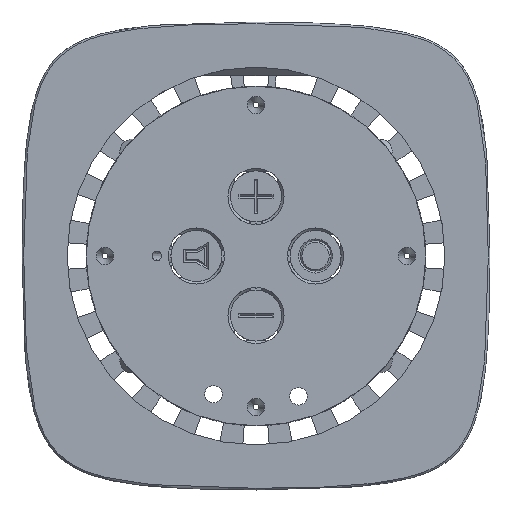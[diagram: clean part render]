
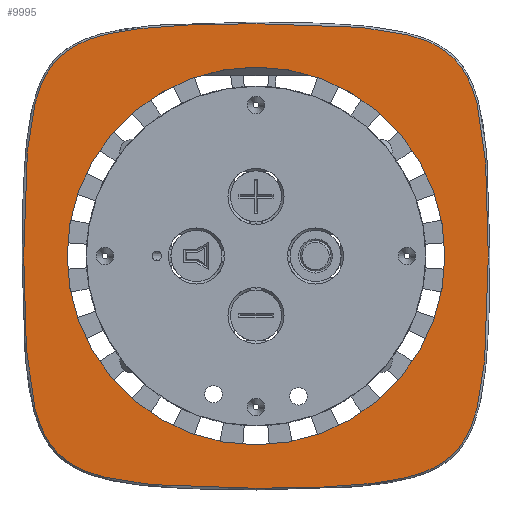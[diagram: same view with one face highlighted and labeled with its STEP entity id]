
A CAD part, top view. The second image highlights one B-rep face of the part: STEP entity #9995.
In plain terms, the highlighted planar face has unit normal (0, 0, 1).
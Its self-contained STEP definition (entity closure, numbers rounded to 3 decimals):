
#73=FACE_BOUND('',#1670,.T.);
#524=CIRCLE('',#10841,44.4);
#716=B_SPLINE_CURVE_WITH_KNOTS('',3,(#16594,#16595,#16596,#16597,#16598,
#16599,#16600,#16601,#16602,#16603,#16604),.UNSPECIFIED.,.F.,.F.,(4,1,1,
1,1,1,1,1,4),(0.,2.562,5.124,7.686,
10.248,11.529,12.81,15.372,17.934),
 .UNSPECIFIED.);
#718=B_SPLINE_CURVE_WITH_KNOTS('',3,(#16673,#16674,#16675,#16676,#16677,
#16678,#16679,#16680,#16681,#16682,#16683,#16684,#16685),.UNSPECIFIED.,
 .F.,.F.,(4,1,1,1,1,1,1,1,1,1,4),(0.,2.562,
5.124,6.725,7.686,10.248,11.529,
12.81,13.771,15.372,17.934),
 .UNSPECIFIED.);
#720=B_SPLINE_CURVE_WITH_KNOTS('',3,(#16744,#16745,#16746,#16747,#16748,
#16749,#16750,#16751,#16752,#16753,#16754),.UNSPECIFIED.,.F.,.F.,(4,1,1,
1,1,1,1,1,4),(0.,2.562,5.124,7.686,
10.248,11.529,12.81,15.372,17.934),
 .UNSPECIFIED.);
#722=B_SPLINE_CURVE_WITH_KNOTS('',3,(#16820,#16821,#16822,#16823,#16824,
#16825,#16826,#16827,#16828,#16829,#16830,#16831,#16832),.UNSPECIFIED.,
 .F.,.F.,(4,1,1,1,1,1,1,1,1,1,4),(0.,2.562,
5.124,6.725,7.686,10.248,11.529,
12.81,14.411,15.372,17.934),
 .UNSPECIFIED.);
#1108=FACE_OUTER_BOUND('',#1669,.T.);
#1669=EDGE_LOOP('',(#8130,#8131,#8132,#8133));
#1670=EDGE_LOOP('',(#8134));
#4542=VERTEX_POINT('',#16577);
#4545=VERTEX_POINT('',#16592);
#4546=VERTEX_POINT('',#16657);
#4548=VERTEX_POINT('',#16730);
#4553=VERTEX_POINT('',#16912);
#5838=EDGE_CURVE('',#4545,#4542,#716,.T.);
#5841=EDGE_CURVE('',#4542,#4546,#718,.T.);
#5844=EDGE_CURVE('',#4546,#4548,#720,.T.);
#5846=EDGE_CURVE('',#4548,#4545,#722,.T.);
#5852=EDGE_CURVE('',#4553,#4553,#524,.T.);
#8130=ORIENTED_EDGE('',*,*,#5838,.F.);
#8131=ORIENTED_EDGE('',*,*,#5846,.F.);
#8132=ORIENTED_EDGE('',*,*,#5844,.F.);
#8133=ORIENTED_EDGE('',*,*,#5841,.F.);
#8134=ORIENTED_EDGE('',*,*,#5852,.T.);
#9562=PLANE('',#10840);
#9995=ADVANCED_FACE('',(#1108,#73),#9562,.T.);
#10840=AXIS2_PLACEMENT_3D('',#16911,#13054,#13055);
#10841=AXIS2_PLACEMENT_3D('',#16913,#13056,#13057);
#13054=DIRECTION('center_axis',(0.,0.,1.));
#13055=DIRECTION('ref_axis',(1.,0.,0.));
#13056=DIRECTION('center_axis',(0.,0.,-1.));
#13057=DIRECTION('ref_axis',(-1.,0.,0.));
#16577=CARTESIAN_POINT('',(54.6,0.,157.895));
#16592=CARTESIAN_POINT('',(0.,54.6,157.895));
#16594=CARTESIAN_POINT('Ctrl Pts',(0.,54.6,157.895));
#16595=CARTESIAN_POINT('Ctrl Pts',(8.534,54.6,157.895));
#16596=CARTESIAN_POINT('Ctrl Pts',(22.373,54.23,157.895));
#16597=CARTESIAN_POINT('Ctrl Pts',(35.576,52.452,157.895));
#16598=CARTESIAN_POINT('Ctrl Pts',(43.867,49.23,157.895));
#16599=CARTESIAN_POINT('Ctrl Pts',(48.255,44.926,157.895));
#16600=CARTESIAN_POINT('Ctrl Pts',(50.772,39.898,157.895));
#16601=CARTESIAN_POINT('Ctrl Pts',(52.707,33.605,157.895));
#16602=CARTESIAN_POINT('Ctrl Pts',(54.232,22.487,157.895));
#16603=CARTESIAN_POINT('Ctrl Pts',(54.6,8.575,157.895));
#16604=CARTESIAN_POINT('Ctrl Pts',(54.6,0.,157.895));
#16657=CARTESIAN_POINT('',(0.,-54.6,157.895));
#16673=CARTESIAN_POINT('Ctrl Pts',(54.6,0.,157.895));
#16674=CARTESIAN_POINT('Ctrl Pts',(54.6,-8.534,157.895));
#16675=CARTESIAN_POINT('Ctrl Pts',(54.232,-22.369,157.895));
#16676=CARTESIAN_POINT('Ctrl Pts',(52.671,-33.933,157.895));
#16677=CARTESIAN_POINT('Ctrl Pts',(50.709,-40.063,157.895));
#16678=CARTESIAN_POINT('Ctrl Pts',(48.152,-44.979,157.895));
#16679=CARTESIAN_POINT('Ctrl Pts',(44.928,-48.244,157.895));
#16680=CARTESIAN_POINT('Ctrl Pts',(39.897,-50.775,157.895));
#16681=CARTESIAN_POINT('Ctrl Pts',(35.568,-52.101,157.895));
#16682=CARTESIAN_POINT('Ctrl Pts',(29.721,-53.241,157.895));
#16683=CARTESIAN_POINT('Ctrl Pts',(19.87,-54.301,157.895));
#16684=CARTESIAN_POINT('Ctrl Pts',(8.575,-54.6,157.895));
#16685=CARTESIAN_POINT('Ctrl Pts',(0.,-54.6,157.895));
#16730=CARTESIAN_POINT('',(-54.6,0.,157.895));
#16744=CARTESIAN_POINT('Ctrl Pts',(0.,-54.6,157.895));
#16745=CARTESIAN_POINT('Ctrl Pts',(-8.534,-54.6,157.895));
#16746=CARTESIAN_POINT('Ctrl Pts',(-22.373,-54.23,
157.895));
#16747=CARTESIAN_POINT('Ctrl Pts',(-35.576,-52.452,
157.895));
#16748=CARTESIAN_POINT('Ctrl Pts',(-43.867,-49.23,
157.895));
#16749=CARTESIAN_POINT('Ctrl Pts',(-48.255,-44.926,
157.895));
#16750=CARTESIAN_POINT('Ctrl Pts',(-50.772,-39.898,
157.895));
#16751=CARTESIAN_POINT('Ctrl Pts',(-52.707,-33.605,
157.895));
#16752=CARTESIAN_POINT('Ctrl Pts',(-54.232,-22.487,
157.895));
#16753=CARTESIAN_POINT('Ctrl Pts',(-54.6,-8.575,157.895));
#16754=CARTESIAN_POINT('Ctrl Pts',(-54.6,0.,157.895));
#16820=CARTESIAN_POINT('Ctrl Pts',(-54.6,0.,157.895));
#16821=CARTESIAN_POINT('Ctrl Pts',(-54.6,8.534,157.895));
#16822=CARTESIAN_POINT('Ctrl Pts',(-54.232,22.369,157.895));
#16823=CARTESIAN_POINT('Ctrl Pts',(-52.671,33.933,157.895));
#16824=CARTESIAN_POINT('Ctrl Pts',(-50.709,40.063,157.895));
#16825=CARTESIAN_POINT('Ctrl Pts',(-48.152,44.979,157.895));
#16826=CARTESIAN_POINT('Ctrl Pts',(-44.928,48.244,157.895));
#16827=CARTESIAN_POINT('Ctrl Pts',(-39.897,50.775,157.895));
#16828=CARTESIAN_POINT('Ctrl Pts',(-34.781,52.343,157.895));
#16829=CARTESIAN_POINT('Ctrl Pts',(-28.608,53.393,157.895));
#16830=CARTESIAN_POINT('Ctrl Pts',(-18.132,54.347,157.895));
#16831=CARTESIAN_POINT('Ctrl Pts',(-8.575,54.6,157.895));
#16832=CARTESIAN_POINT('Ctrl Pts',(0.,54.6,157.895));
#16911=CARTESIAN_POINT('Origin',(0.,0.,157.895));
#16912=CARTESIAN_POINT('',(-44.4,0.,157.895));
#16913=CARTESIAN_POINT('Origin',(0.,0.,157.895));
